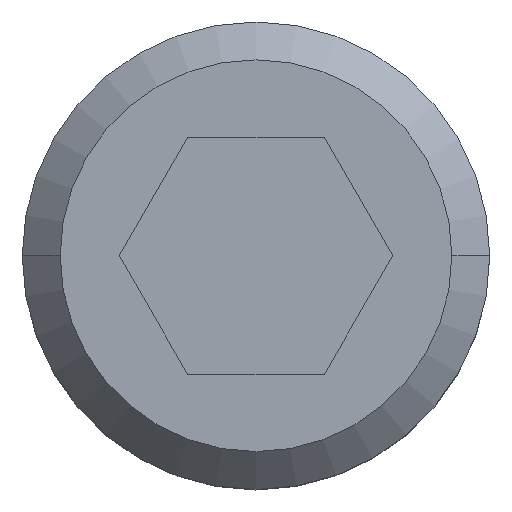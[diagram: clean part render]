
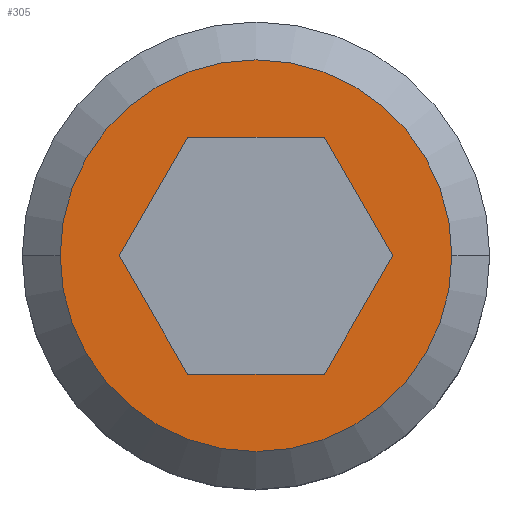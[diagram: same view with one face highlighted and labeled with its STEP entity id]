
A CAD part, top view. The second image highlights one B-rep face of the part: STEP entity #305.
In plain terms, the highlighted planar face has unit normal (0, 0, 1).
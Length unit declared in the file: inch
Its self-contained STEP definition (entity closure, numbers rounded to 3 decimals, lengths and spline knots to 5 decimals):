
#12 = EDGE_CURVE ( 'NONE', #194, #195, #501, .T. ) ;
#22 = AXIS2_PLACEMENT_3D ( 'NONE', #237, #238, #210 ) ;
#29 = AXIS2_PLACEMENT_3D ( 'NONE', #151, #202, #201 ) ;
#33 = AXIS2_PLACEMENT_3D ( 'NONE', #80, #102, #161 ) ;
#36 = EDGE_CURVE ( 'NONE', #189, #115, #421, .T. ) ;
#38 = EDGE_CURVE ( 'NONE', #177, #194, #474, .T. ) ;
#42 = EDGE_CURVE ( 'NONE', #195, #79, #428, .T. ) ;
#50 = EDGE_CURVE ( 'NONE', #115, #189, #333, .T. ) ;
#51 = EDGE_CURVE ( 'NONE', #208, #211, #381, .T. ) ;
#52 = EDGE_CURVE ( 'NONE', #79, #208, #459, .T. ) ;
#53 = EDGE_CURVE ( 'NONE', #211, #177, #356, .T. ) ;
#79 = VERTEX_POINT ( 'NONE', #249 ) ;
#80 = CARTESIAN_POINT ( 'NONE',  ( 0., 0., 0. ) ) ;
#102 = DIRECTION ( 'NONE',  ( 0., 0., 1. ) ) ;
#113 = CARTESIAN_POINT ( 'NONE',  ( 0.05413, 0.09375, 0. ) ) ;
#114 = CARTESIAN_POINT ( 'NONE',  ( -0.05413, 0.09375, 0. ) ) ;
#115 = VERTEX_POINT ( 'NONE', #206 ) ;
#124 = CARTESIAN_POINT ( 'NONE',  ( -0.05413, 0.09375, 0. ) ) ;
#125 = CARTESIAN_POINT ( 'NONE',  ( -0.10825, 0., 0. ) ) ;
#149 = DIRECTION ( 'NONE',  ( -0.5, -0.866, 0. ) ) ;
#151 = CARTESIAN_POINT ( 'NONE',  ( 0., 0., 0. ) ) ;
#158 = CARTESIAN_POINT ( 'NONE',  ( 0.10825, 0., 0. ) ) ;
#161 = DIRECTION ( 'NONE',  ( 1., 0., 0. ) ) ;
#163 = CARTESIAN_POINT ( 'NONE',  ( -0.05413, -0.09375, 0. ) ) ;
#166 = CARTESIAN_POINT ( 'NONE',  ( 0.05413, -0.09375, 0. ) ) ;
#177 = VERTEX_POINT ( 'NONE', #113 ) ;
#182 = CARTESIAN_POINT ( 'NONE',  ( 0.05413, 0.09375, 0. ) ) ;
#189 = VERTEX_POINT ( 'NONE', #198 ) ;
#194 = VERTEX_POINT ( 'NONE', #124 ) ;
#195 = VERTEX_POINT ( 'NONE', #125 ) ;
#198 = CARTESIAN_POINT ( 'NONE',  ( -0.155, 0., 0. ) ) ;
#201 = DIRECTION ( 'NONE',  ( 1., 0., 0. ) ) ;
#202 = DIRECTION ( 'NONE',  ( 0., 0., 1. ) ) ;
#206 = CARTESIAN_POINT ( 'NONE',  ( 0.155, 0., 0. ) ) ;
#208 = VERTEX_POINT ( 'NONE', #166 ) ;
#210 = DIRECTION ( 'NONE',  ( 1., 0., 0. ) ) ;
#211 = VERTEX_POINT ( 'NONE', #158 ) ;
#230 = DIRECTION ( 'NONE',  ( -1., 0., 0. ) ) ;
#237 = CARTESIAN_POINT ( 'NONE',  ( 0., 0., 0. ) ) ;
#238 = DIRECTION ( 'NONE',  ( 0., 0., 1. ) ) ;
#244 = DIRECTION ( 'NONE',  ( -0.5, 0.866, 0. ) ) ;
#246 = DIRECTION ( 'NONE',  ( 1., 0., 0. ) ) ;
#247 = CARTESIAN_POINT ( 'NONE',  ( 0.10825, 0., 0. ) ) ;
#249 = CARTESIAN_POINT ( 'NONE',  ( -0.05413, -0.09375, 0. ) ) ;
#251 = DIRECTION ( 'NONE',  ( 0.5, -0.866, 0. ) ) ;
#252 = CARTESIAN_POINT ( 'NONE',  ( -0.10825, 0., 0. ) ) ;
#256 = CARTESIAN_POINT ( 'NONE',  ( 0.05413, -0.09375, 0. ) ) ;
#257 = DIRECTION ( 'NONE',  ( 0.5, 0.866, 0. ) ) ;
#295 = PLANE ( 'NONE',  #29 ) ;
#305 = ADVANCED_FACE ( 'NONE', ( #447, #365 ), #295, .T. ) ;
#321 = EDGE_LOOP ( 'NONE', ( #495, #426 ) ) ;
#333 = CIRCLE ( 'NONE', #33, 0.155 ) ;
#349 = VECTOR ( 'NONE', #246, 39.37008 ) ;
#354 = EDGE_LOOP ( 'NONE', ( #466, #506, #386, #511, #510, #393 ) ) ;
#356 = LINE ( 'NONE', #247, #494 ) ;
#365 = FACE_BOUND ( 'NONE', #354, .T. ) ;
#381 = LINE ( 'NONE', #256, #432 ) ;
#386 = ORIENTED_EDGE ( 'NONE', *, *, #42, .F. ) ;
#393 = ORIENTED_EDGE ( 'NONE', *, *, #53, .F. ) ;
#415 = VECTOR ( 'NONE', #230, 39.37008 ) ;
#421 = CIRCLE ( 'NONE', #22, 0.155 ) ;
#426 = ORIENTED_EDGE ( 'NONE', *, *, #50, .T. ) ;
#428 = LINE ( 'NONE', #252, #502 ) ;
#432 = VECTOR ( 'NONE', #257, 39.37008 ) ;
#447 = FACE_OUTER_BOUND ( 'NONE', #321, .T. ) ;
#451 = VECTOR ( 'NONE', #149, 39.37008 ) ;
#459 = LINE ( 'NONE', #163, #349 ) ;
#466 = ORIENTED_EDGE ( 'NONE', *, *, #51, .F. ) ;
#474 = LINE ( 'NONE', #182, #415 ) ;
#494 = VECTOR ( 'NONE', #244, 39.37008 ) ;
#495 = ORIENTED_EDGE ( 'NONE', *, *, #36, .T. ) ;
#501 = LINE ( 'NONE', #114, #451 ) ;
#502 = VECTOR ( 'NONE', #251, 39.37008 ) ;
#506 = ORIENTED_EDGE ( 'NONE', *, *, #52, .F. ) ;
#510 = ORIENTED_EDGE ( 'NONE', *, *, #38, .F. ) ;
#511 = ORIENTED_EDGE ( 'NONE', *, *, #12, .F. ) ;
